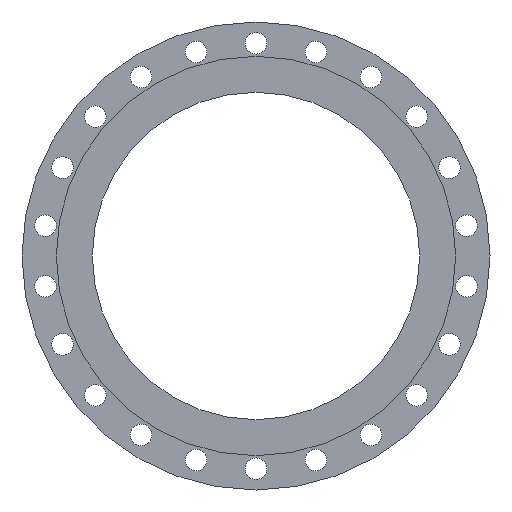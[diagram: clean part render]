
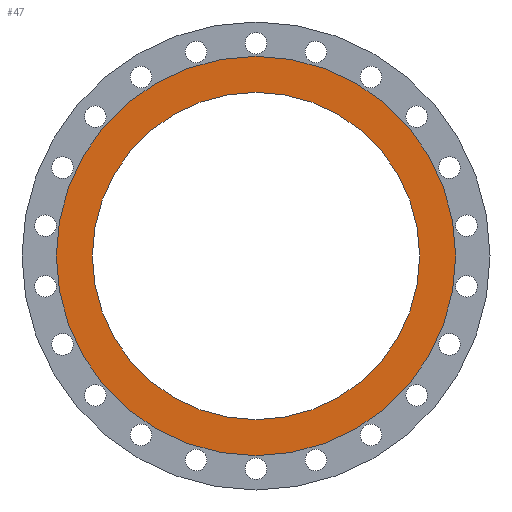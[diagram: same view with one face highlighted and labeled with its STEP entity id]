
A CAD part, front view. The second image highlights one B-rep face of the part: STEP entity #47.
In plain terms, the highlighted planar face has unit normal (0, -1, 0).
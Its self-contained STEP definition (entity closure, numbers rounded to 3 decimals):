
#47 = ADVANCED_FACE ( 'NONE', ( #333, #649 ), #1510, .T. ) ;
#116 = CARTESIAN_POINT ( 'NONE',  ( 0., 0., 305. ) ) ;
#146 = DIRECTION ( 'NONE',  ( 0., 0., -1. ) ) ;
#283 = EDGE_CURVE ( 'NONE', #302, #943, #1878, .T. ) ;
#291 = CIRCLE ( 'NONE', #502, 250. ) ;
#302 = VERTEX_POINT ( 'NONE', #1857 ) ;
#333 = FACE_BOUND ( 'NONE', #448, .T. ) ;
#365 = AXIS2_PLACEMENT_3D ( 'NONE', #1865, #2020, #503 ) ;
#394 = AXIS2_PLACEMENT_3D ( 'NONE', #1290, #2096, #575 ) ;
#448 = EDGE_LOOP ( 'NONE', ( #1267, #1534 ) ) ;
#473 = DIRECTION ( 'NONE',  ( 0., 0., 1. ) ) ;
#493 = VERTEX_POINT ( 'NONE', #116 ) ;
#502 = AXIS2_PLACEMENT_3D ( 'NONE', #1956, #1613, #777 ) ;
#503 = DIRECTION ( 'NONE',  ( 0., 0., 1. ) ) ;
#533 = CARTESIAN_POINT ( 'NONE',  ( 0., 0., -250. ) ) ;
#575 = DIRECTION ( 'NONE',  ( 0., 0., 1. ) ) ;
#621 = EDGE_CURVE ( 'NONE', #493, #2003, #1340, .T. ) ;
#637 = DIRECTION ( 'NONE',  ( 0., -1., 0. ) ) ;
#649 = FACE_OUTER_BOUND ( 'NONE', #2070, .T. ) ;
#745 = CIRCLE ( 'NONE', #365, 305. ) ;
#777 = DIRECTION ( 'NONE',  ( 0., 0., 1. ) ) ;
#943 = VERTEX_POINT ( 'NONE', #533 ) ;
#1267 = ORIENTED_EDGE ( 'NONE', *, *, #283, .T. ) ;
#1290 = CARTESIAN_POINT ( 'NONE',  ( 0., 0., 0. ) ) ;
#1324 = CARTESIAN_POINT ( 'NONE',  ( 0., 0., -305. ) ) ;
#1337 = DIRECTION ( 'NONE',  ( 0., 1., 0. ) ) ;
#1339 = AXIS2_PLACEMENT_3D ( 'NONE', #1648, #1337, #473 ) ;
#1340 = CIRCLE ( 'NONE', #394, 305. ) ;
#1378 = EDGE_CURVE ( 'NONE', #943, #302, #291, .T. ) ;
#1420 = ORIENTED_EDGE ( 'NONE', *, *, #621, .F. ) ;
#1505 = AXIS2_PLACEMENT_3D ( 'NONE', #2002, #637, #146 ) ;
#1510 = PLANE ( 'NONE',  #1505 ) ;
#1534 = ORIENTED_EDGE ( 'NONE', *, *, #1378, .T. ) ;
#1613 = DIRECTION ( 'NONE',  ( 0., 1., 0. ) ) ;
#1648 = CARTESIAN_POINT ( 'NONE',  ( 0., 0., 0. ) ) ;
#1857 = CARTESIAN_POINT ( 'NONE',  ( 0., 0., 250. ) ) ;
#1865 = CARTESIAN_POINT ( 'NONE',  ( 0., 0., 0. ) ) ;
#1878 = CIRCLE ( 'NONE', #1339, 250. ) ;
#1956 = CARTESIAN_POINT ( 'NONE',  ( 0., 0., 0. ) ) ;
#2002 = CARTESIAN_POINT ( 'NONE',  ( 0., 0., 250. ) ) ;
#2003 = VERTEX_POINT ( 'NONE', #1324 ) ;
#2016 = EDGE_CURVE ( 'NONE', #2003, #493, #745, .T. ) ;
#2020 = DIRECTION ( 'NONE',  ( 0., 1., 0. ) ) ;
#2070 = EDGE_LOOP ( 'NONE', ( #1420, #2183 ) ) ;
#2096 = DIRECTION ( 'NONE',  ( 0., 1., 0. ) ) ;
#2183 = ORIENTED_EDGE ( 'NONE', *, *, #2016, .F. ) ;
